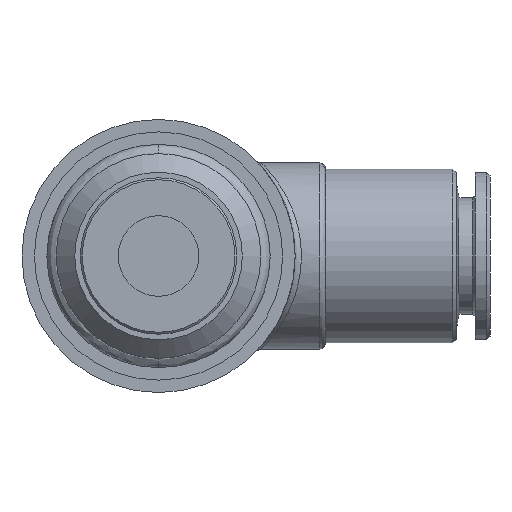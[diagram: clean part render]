
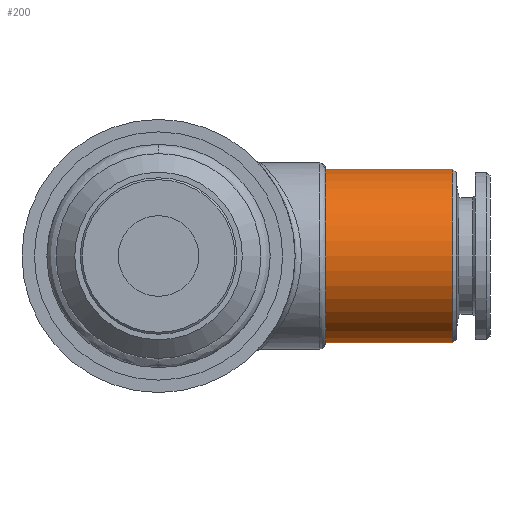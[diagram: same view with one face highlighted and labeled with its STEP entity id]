
A CAD part, front view. The second image highlights one B-rep face of the part: STEP entity #200.
In plain terms, the highlighted cylindrical face has radius 7 mm (diameter 14 mm), a full revolution.
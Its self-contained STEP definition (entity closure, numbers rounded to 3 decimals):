
#200 = ADVANCED_FACE( 'NONE', ( #328, #329 ), #330, .T. );
#328 = FACE_OUTER_BOUND( '', #806, .T. );
#329 = FACE_OUTER_BOUND( '', #807, .T. );
#330 = CYLINDRICAL_SURFACE( '', #808, 7. );
#806 = EDGE_LOOP( '', ( #1368 ) );
#807 = EDGE_LOOP( '', ( #1369, #1370 ) );
#808 = AXIS2_PLACEMENT_3D( '', #1371, #1372, #1373 );
#1368 = ORIENTED_EDGE( '', *, *, #1759, .T. );
#1369 = ORIENTED_EDGE( '', *, *, #1760, .F. );
#1370 = ORIENTED_EDGE( '', *, *, #1756, .F. );
#1371 = CARTESIAN_POINT( '', ( 0., 20.3, 0. ) );
#1372 = DIRECTION( '', ( -1., 0., 0. ) );
#1373 = DIRECTION( '', ( 0., 0., 1. ) );
#1756 = EDGE_CURVE( 'NONE', #1986, #1988, #1989, .T. );
#1759 = EDGE_CURVE( 'NONE', #1993, #1993, #1994, .T. );
#1760 = EDGE_CURVE( 'NONE', #1988, #1986, #1995, .T. );
#1986 = VERTEX_POINT( 'NONE', #2649 );
#1988 = VERTEX_POINT( 'NONE', #2651 );
#1989 = CIRCLE( '', #2652, 7. );
#1993 = VERTEX_POINT( '', #2656 );
#1994 = CIRCLE( '', #2657, 7. );
#1995 = CIRCLE( '', #2658, 7. );
#2649 = CARTESIAN_POINT( '', ( 13.449, 20.3, -7. ) );
#2651 = CARTESIAN_POINT( '', ( 13.449, 20.3, 7. ) );
#2652 = AXIS2_PLACEMENT_3D( '', #2874, #2875, #2876 );
#2656 = CARTESIAN_POINT( '', ( 23.7, 20.3, 7. ) );
#2657 = AXIS2_PLACEMENT_3D( '', #2883, #2884, #2885 );
#2658 = AXIS2_PLACEMENT_3D( '', #2886, #2887, #2888 );
#2874 = CARTESIAN_POINT( '', ( 13.449, 20.3, 0. ) );
#2875 = DIRECTION( '', ( -1., 0., 0. ) );
#2876 = DIRECTION( '', ( 0., 0., 1. ) );
#2883 = CARTESIAN_POINT( '', ( 23.7, 20.3, 0. ) );
#2884 = DIRECTION( '', ( -1., 0., 0. ) );
#2885 = DIRECTION( '', ( 0., 0., 1. ) );
#2886 = CARTESIAN_POINT( '', ( 13.449, 20.3, 0. ) );
#2887 = DIRECTION( '', ( -1., 0., 0. ) );
#2888 = DIRECTION( '', ( 0., 0., 1. ) );
